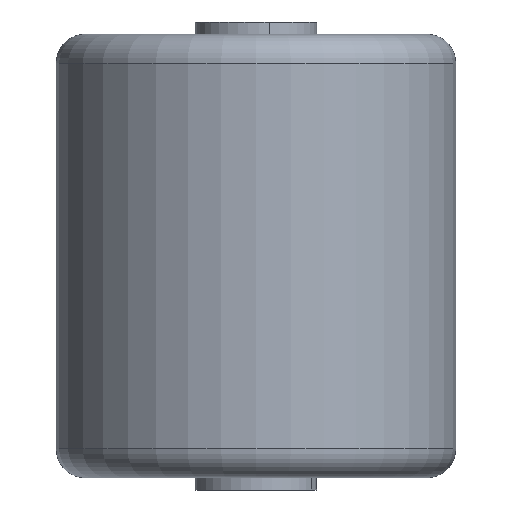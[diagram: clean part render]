
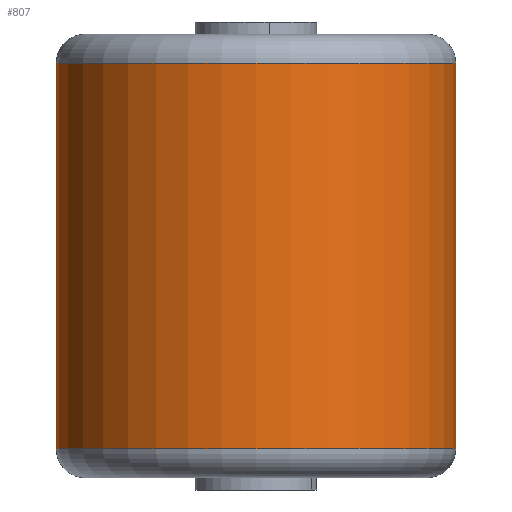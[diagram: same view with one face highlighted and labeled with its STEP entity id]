
A CAD part, front view. The second image highlights one B-rep face of the part: STEP entity #807.
In plain terms, the highlighted cylindrical face has radius 41 mm (diameter 82 mm), a partial arc.
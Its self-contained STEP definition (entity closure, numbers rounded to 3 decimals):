
#41 = CARTESIAN_POINT ( 'NONE',  ( 41., 0., 85. ) ) ;
#106 = DIRECTION ( 'NONE',  ( 1., 0., 0. ) ) ;
#374 = AXIS2_PLACEMENT_3D ( 'NONE', #4206, #4747, #106 ) ;
#519 = EDGE_CURVE ( 'NONE', #2507, #4902, #615, .T. ) ;
#559 = DIRECTION ( 'NONE',  ( 0., 0., 1. ) ) ;
#582 = AXIS2_PLACEMENT_3D ( 'NONE', #5012, #1775, #863 ) ;
#601 = DIRECTION ( 'NONE',  ( 1., 0., 0. ) ) ;
#615 = CIRCLE ( 'NONE', #5336, 41. ) ;
#807 = ADVANCED_FACE ( 'NONE', ( #1395 ), #3074, .T. ) ;
#863 = DIRECTION ( 'NONE',  ( 1., 0., 0. ) ) ;
#1176 = EDGE_CURVE ( 'NONE', #2507, #3415, #2412, .T. ) ;
#1395 = FACE_OUTER_BOUND ( 'NONE', #5956, .T. ) ;
#1775 = DIRECTION ( 'NONE',  ( 0., 0., 1. ) ) ;
#1845 = LINE ( 'NONE', #2367, #4610 ) ;
#1882 = CIRCLE ( 'NONE', #374, 41. ) ;
#2025 = VERTEX_POINT ( 'NONE', #41 ) ;
#2046 = EDGE_CURVE ( 'NONE', #3415, #2025, #1882, .T. ) ;
#2309 = DIRECTION ( 'NONE',  ( 0., 0., 1. ) ) ;
#2339 = ORIENTED_EDGE ( 'NONE', *, *, #4827, .T. ) ;
#2367 = CARTESIAN_POINT ( 'NONE',  ( 41., 0., 0. ) ) ;
#2387 = CARTESIAN_POINT ( 'NONE',  ( 0., 0., 6. ) ) ;
#2412 = LINE ( 'NONE', #4394, #2769 ) ;
#2507 = VERTEX_POINT ( 'NONE', #4199 ) ;
#2543 = DIRECTION ( 'NONE',  ( 0., 0., 1. ) ) ;
#2769 = VECTOR ( 'NONE', #2543, 1000. ) ;
#2785 = CARTESIAN_POINT ( 'NONE',  ( 41., 0., 6. ) ) ;
#3074 = CYLINDRICAL_SURFACE ( 'NONE', #582, 41. ) ;
#3313 = ORIENTED_EDGE ( 'NONE', *, *, #519, .T. ) ;
#3415 = VERTEX_POINT ( 'NONE', #5477 ) ;
#4199 = CARTESIAN_POINT ( 'NONE',  ( -41., 0., 6. ) ) ;
#4206 = CARTESIAN_POINT ( 'NONE',  ( 0., 0., 85. ) ) ;
#4394 = CARTESIAN_POINT ( 'NONE',  ( -41., 0., 0. ) ) ;
#4523 = ORIENTED_EDGE ( 'NONE', *, *, #2046, .F. ) ;
#4610 = VECTOR ( 'NONE', #2309, 1000. ) ;
#4747 = DIRECTION ( 'NONE',  ( 0., 0., 1. ) ) ;
#4827 = EDGE_CURVE ( 'NONE', #4902, #2025, #1845, .T. ) ;
#4902 = VERTEX_POINT ( 'NONE', #2785 ) ;
#5012 = CARTESIAN_POINT ( 'NONE',  ( 0., 0., 0. ) ) ;
#5336 = AXIS2_PLACEMENT_3D ( 'NONE', #2387, #559, #601 ) ;
#5477 = CARTESIAN_POINT ( 'NONE',  ( -41., 0., 85. ) ) ;
#5672 = ORIENTED_EDGE ( 'NONE', *, *, #1176, .F. ) ;
#5956 = EDGE_LOOP ( 'NONE', ( #5672, #3313, #2339, #4523 ) ) ;
